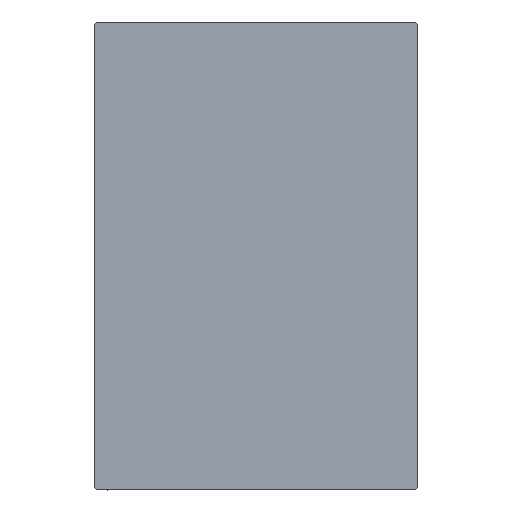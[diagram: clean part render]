
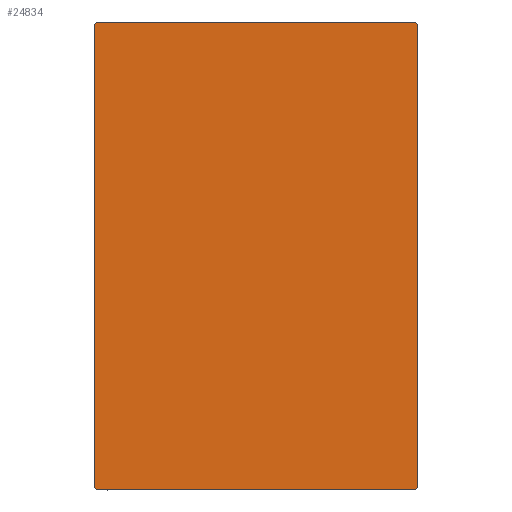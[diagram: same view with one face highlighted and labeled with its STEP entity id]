
A CAD part, left-side view. The second image highlights one B-rep face of the part: STEP entity #24834.
In plain terms, the highlighted face is planar.
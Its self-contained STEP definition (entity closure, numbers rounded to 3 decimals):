
#786 = VERTEX_POINT ( 'NONE', #36515 ) ;
#1203 = LINE ( 'NONE', #14552, #28559 ) ;
#1456 = VECTOR ( 'NONE', #34852, 1000. ) ;
#1973 = DIRECTION ( 'NONE',  ( 0., -0.707, -0.707 ) ) ;
#2919 = ORIENTED_EDGE ( 'NONE', *, *, #42694, .T. ) ;
#5851 = VERTEX_POINT ( 'NONE', #22059 ) ;
#6491 = CARTESIAN_POINT ( 'NONE',  ( 100., -22.5, 32.5 ) ) ;
#7068 = VERTEX_POINT ( 'NONE', #14220 ) ;
#7992 = ORIENTED_EDGE ( 'NONE', *, *, #17759, .T. ) ;
#9192 = VECTOR ( 'NONE', #37105, 1000. ) ;
#9780 = LINE ( 'NONE', #29925, #22588 ) ;
#10484 = DIRECTION ( 'NONE',  ( 0., 0., -1. ) ) ;
#10701 = VECTOR ( 'NONE', #43090, 1000. ) ;
#10764 = AXIS2_PLACEMENT_3D ( 'NONE', #20122, #26493, #10484 ) ;
#11185 = CARTESIAN_POINT ( 'NONE',  ( 100., 22.5, -32.5 ) ) ;
#11226 = EDGE_CURVE ( 'NONE', #15466, #7068, #37908, .T. ) ;
#12538 = EDGE_CURVE ( 'NONE', #7068, #32525, #13246, .T. ) ;
#13246 = LINE ( 'NONE', #38885, #9192 ) ;
#14220 = CARTESIAN_POINT ( 'NONE',  ( 100., 22.5, 32.2 ) ) ;
#14552 = CARTESIAN_POINT ( 'NONE',  ( 100., -22.5, -32.5 ) ) ;
#14760 = DIRECTION ( 'NONE',  ( 0., 1., 0. ) ) ;
#14850 = LINE ( 'NONE', #31513, #16516 ) ;
#15194 = VERTEX_POINT ( 'NONE', #39232 ) ;
#15466 = VERTEX_POINT ( 'NONE', #21796 ) ;
#15530 = CARTESIAN_POINT ( 'NONE',  ( 100., -27.35, 27.35 ) ) ;
#16332 = VERTEX_POINT ( 'NONE', #18364 ) ;
#16345 = LINE ( 'NONE', #6491, #10701 ) ;
#16516 = VECTOR ( 'NONE', #28218, 1000. ) ;
#17268 = ORIENTED_EDGE ( 'NONE', *, *, #30475, .T. ) ;
#17728 = EDGE_CURVE ( 'NONE', #5851, #16332, #9780, .T. ) ;
#17759 = EDGE_CURVE ( 'NONE', #15194, #5851, #16345, .T. ) ;
#18364 = CARTESIAN_POINT ( 'NONE',  ( 100., -22.2, -32.5 ) ) ;
#18881 = ORIENTED_EDGE ( 'NONE', *, *, #11226, .T. ) ;
#19813 = EDGE_CURVE ( 'NONE', #786, #15194, #35050, .T. ) ;
#20122 = CARTESIAN_POINT ( 'NONE',  ( 100., 0., 0. ) ) ;
#20594 = CARTESIAN_POINT ( 'NONE',  ( 100., 27.35, -27.35 ) ) ;
#21022 = DIRECTION ( 'NONE',  ( 0., 0.707, 0.707 ) ) ;
#21796 = CARTESIAN_POINT ( 'NONE',  ( 100., 22.5, -32.2 ) ) ;
#22059 = CARTESIAN_POINT ( 'NONE',  ( 100., -22.5, -32.2 ) ) ;
#22588 = VECTOR ( 'NONE', #36308, 1000. ) ;
#22804 = EDGE_LOOP ( 'NONE', ( #2919, #26258, #18881, #42417, #17268, #35121, #7992, #35329 ) ) ;
#23781 = EDGE_CURVE ( 'NONE', #36621, #15466, #41411, .T. ) ;
#24834 = ADVANCED_FACE ( 'NONE', ( #28926 ), #37218, .T. ) ;
#26258 = ORIENTED_EDGE ( 'NONE', *, *, #23781, .T. ) ;
#26493 = DIRECTION ( 'NONE',  ( 1., 0., 0. ) ) ;
#28218 = DIRECTION ( 'NONE',  ( 0., -1., 0. ) ) ;
#28559 = VECTOR ( 'NONE', #14760, 1000. ) ;
#28926 = FACE_OUTER_BOUND ( 'NONE', #22804, .T. ) ;
#29101 = CARTESIAN_POINT ( 'NONE',  ( 100., 22.2, 32.5 ) ) ;
#29925 = CARTESIAN_POINT ( 'NONE',  ( 100., -27.35, -27.35 ) ) ;
#30475 = EDGE_CURVE ( 'NONE', #32525, #786, #14850, .T. ) ;
#31513 = CARTESIAN_POINT ( 'NONE',  ( 100., 22.5, 32.5 ) ) ;
#32426 = VECTOR ( 'NONE', #1973, 1000. ) ;
#32525 = VERTEX_POINT ( 'NONE', #29101 ) ;
#34852 = DIRECTION ( 'NONE',  ( 0., 0., 1. ) ) ;
#35050 = LINE ( 'NONE', #15530, #32426 ) ;
#35121 = ORIENTED_EDGE ( 'NONE', *, *, #19813, .T. ) ;
#35329 = ORIENTED_EDGE ( 'NONE', *, *, #17728, .T. ) ;
#36308 = DIRECTION ( 'NONE',  ( 0., 0.707, -0.707 ) ) ;
#36515 = CARTESIAN_POINT ( 'NONE',  ( 100., -22.2, 32.5 ) ) ;
#36621 = VERTEX_POINT ( 'NONE', #40255 ) ;
#37105 = DIRECTION ( 'NONE',  ( 0., -0.707, 0.707 ) ) ;
#37218 = PLANE ( 'NONE',  #10764 ) ;
#37908 = LINE ( 'NONE', #11185, #1456 ) ;
#38766 = VECTOR ( 'NONE', #21022, 1000. ) ;
#38885 = CARTESIAN_POINT ( 'NONE',  ( 100., 27.35, 27.35 ) ) ;
#39232 = CARTESIAN_POINT ( 'NONE',  ( 100., -22.5, 32.2 ) ) ;
#40255 = CARTESIAN_POINT ( 'NONE',  ( 100., 22.2, -32.5 ) ) ;
#41411 = LINE ( 'NONE', #20594, #38766 ) ;
#42417 = ORIENTED_EDGE ( 'NONE', *, *, #12538, .T. ) ;
#42694 = EDGE_CURVE ( 'NONE', #16332, #36621, #1203, .T. ) ;
#43090 = DIRECTION ( 'NONE',  ( 0., 0., -1. ) ) ;
